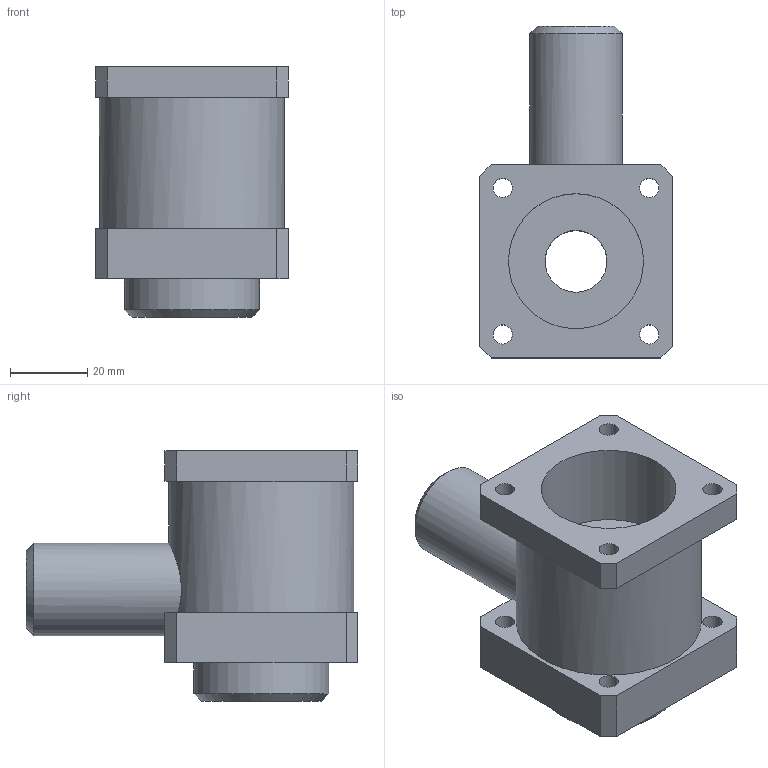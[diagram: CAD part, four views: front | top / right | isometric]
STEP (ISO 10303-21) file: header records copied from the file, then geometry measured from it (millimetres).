
FILE_DESCRIPTION(/* description */ ('BLOCCASTELO con SUPPORTO x CIL. d.40'),/* implementation_level */ '2;1');
FILE_NAME(/* name */ '1320_40_51BS.stp',/* time_stamp */ '2017-03-13T10:11:17+01:00',/* author */ ('Maniean1'),/* organization */ ('Pneumax S.p.A.'),/* preprocessor_version */ 'ST-DEVELOPER v15.2',/* originating_system */ 'Autodesk Inventor 2014',/* authorisation */ '');
FILE_SCHEMA (('AUTOMOTIVE_DESIGN { 1 0 10303 214 3 1 1 }'));
Length unit declared in the file: millimetre
Products named in the file (1): 1320_40_51BS
Bounding box: 50 x 86 x 65 mm (x, y, z)
Volume: 107558 mm3; surface area: 24666.6 mm2
Topology: 1 solids, 1 shells, 42 faces, 111 edges, 74 vertices
Faces by surface type: plane 23, cylinder 14, cone 5
Full cylindrical faces by diameter (mm): 5 x8, 9 x1, 16 x1, 24 x1, 35 x2, 48 x1
Entity records: 1249 total; most frequent: CARTESIAN_POINT 231, DIRECTION 201, ORIENTED_EDGE 168, EDGE_CURVE 84, EDGE_LOOP 82, AXIS2_PLACEMENT_3D 75, VERTEX_POINT 66, LINE 51
